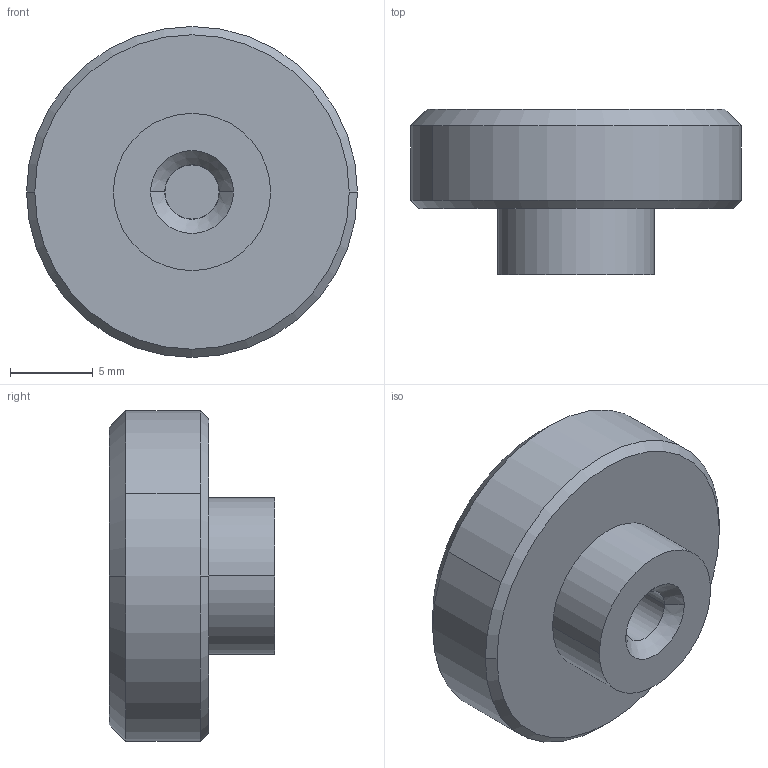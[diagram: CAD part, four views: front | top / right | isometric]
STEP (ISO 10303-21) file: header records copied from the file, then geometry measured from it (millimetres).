
FILE_DESCRIPTION(('Creo Elements/Direct Modeling STEP Export'),'2;1');
FILE_NAME('2664-20.stp','2024-09-11T14:41:15',(''),(''),'Creo Elements/Direct Modeling STEP processor for AP214 (Solid Model)','Creo Elements/Direct Modeling 20.0 12-Nov-2016 (C) Parametric Technology GmbH','');
FILE_SCHEMA(('AUTOMOTIVE_DESIGN { 1 0 10303 214 1 1 1 1 }'));
Length unit declared in the file: millimetre
Products named in the file (2): AL-12420
Assembly tree (1 placements, depth 2):
  AL-12420
    AL-12420
Bounding box: 20 x 10 x 20 mm (x, y, z)
Volume: 2057.7 mm3; surface area: 1146.5 mm2
Topology: 1 solids, 1 shells, 19 faces, 44 edges, 30 vertices
Faces by surface type: cylinder 8, cone 6, plane 5
Entity records: 530 total; most frequent: ORIENTED_EDGE 88, DIRECTION 78, CARTESIAN_POINT 76, EDGE_CURVE 44, AXIS2_PLACEMENT_3D 32, VERTEX_POINT 30, EDGE_LOOP 22, FACE_OUTER_BOUND 19
